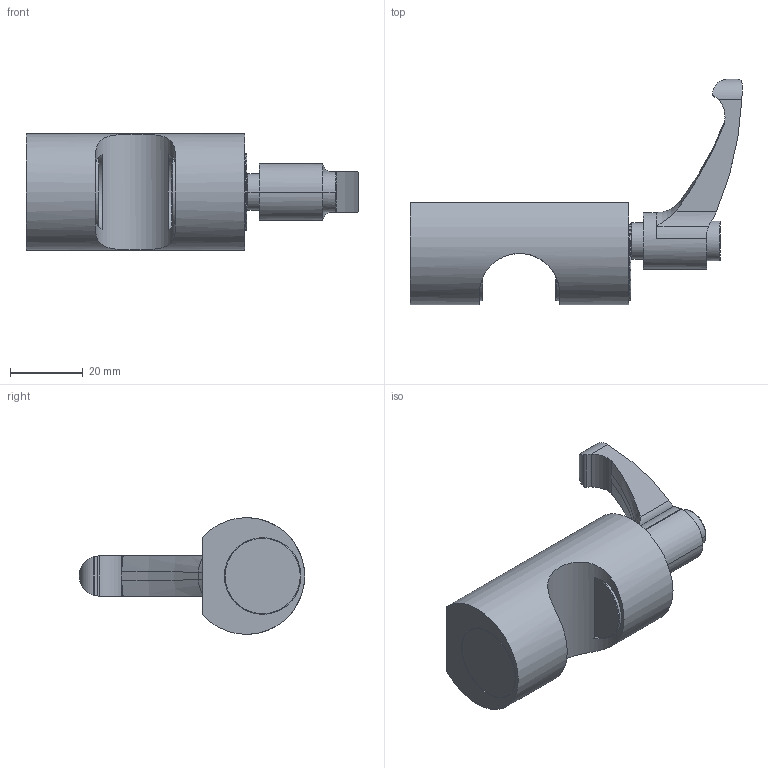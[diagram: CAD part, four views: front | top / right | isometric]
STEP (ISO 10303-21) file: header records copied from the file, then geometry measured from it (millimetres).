
FILE_DESCRIPTION((''),'2;1');
FILE_NAME('FRCCMAN20_SW0001','2017-03-28T',('anacleto.m'),(''),'CREO PARAMETRIC BY PTC INC, 2016050','CREO PARAMETRIC BY PTC INC, 2016050','');
FILE_SCHEMA(('CONFIG_CONTROL_DESIGN'));
Length unit declared in the file: millimetre
Products named in the file (1): FRCCMAN20_SW0001
Bounding box: 91 x 61.75 x 32 mm (x, y, z)
Volume: 44063.2 mm3; surface area: 12545.3 mm2
Topology: 1 solids, 1 shells, 132 faces, 330 edges, 198 vertices
Faces by surface type: cylinder 49, plane 37, cone 32, torus 12, bspline 2
Entity records: 4260 total; most frequent: CARTESIAN_POINT 1124, DIRECTION 675, ORIENTED_EDGE 632, EDGE_CURVE 316, AXIS2_PLACEMENT_3D 276, VERTEX_POINT 198, EDGE_LOOP 146, CIRCLE 146
